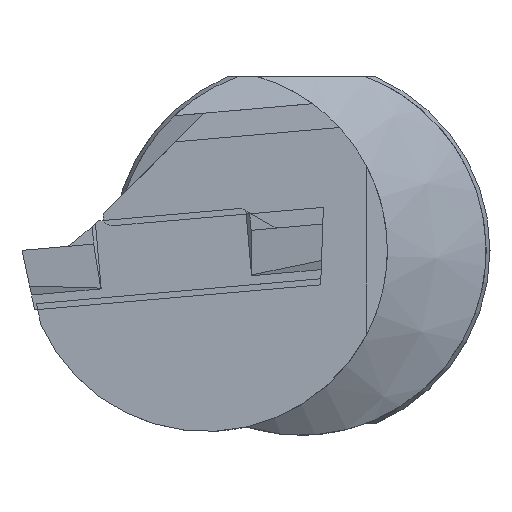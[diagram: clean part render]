
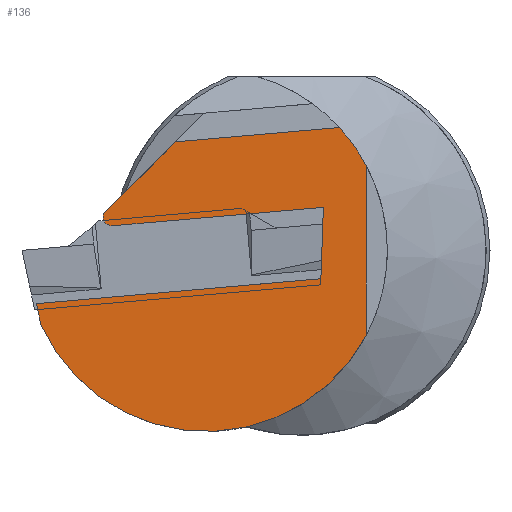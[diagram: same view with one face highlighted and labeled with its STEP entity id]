
A CAD part, left-side view. The second image highlights one B-rep face of the part: STEP entity #136.
In plain terms, the highlighted planar face has unit normal (-1, 0, 0).
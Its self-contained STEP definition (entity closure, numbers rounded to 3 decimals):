
#57=CIRCLE('',#1112,12.);
#58=CIRCLE('',#1113,12.);
#59=CIRCLE('',#1114,0.6);
#136=ADVANCED_FACE('',(#236),#189,.T.);
#189=PLANE('',#1115);
#236=FACE_OUTER_BOUND('',#291,.T.);
#291=EDGE_LOOP('',(#482,#483,#484,#485,#486,#487,#488,#489,#490,#491));
#482=ORIENTED_EDGE('',*,*,#798,.T.);
#483=ORIENTED_EDGE('',*,*,#799,.T.);
#484=ORIENTED_EDGE('',*,*,#800,.T.);
#485=ORIENTED_EDGE('',*,*,#801,.F.);
#486=ORIENTED_EDGE('',*,*,#802,.F.);
#487=ORIENTED_EDGE('',*,*,#803,.F.);
#488=ORIENTED_EDGE('',*,*,#804,.F.);
#489=ORIENTED_EDGE('',*,*,#805,.T.);
#490=ORIENTED_EDGE('',*,*,#806,.T.);
#491=ORIENTED_EDGE('',*,*,#807,.T.);
#676=VERTEX_POINT('',#1623);
#677=VERTEX_POINT('',#1624);
#678=VERTEX_POINT('',#1626);
#679=VERTEX_POINT('',#1628);
#680=VERTEX_POINT('',#1630);
#681=VERTEX_POINT('',#1632);
#682=VERTEX_POINT('',#1634);
#683=VERTEX_POINT('',#1636);
#684=VERTEX_POINT('',#1638);
#685=VERTEX_POINT('',#1640);
#798=EDGE_CURVE('',#676,#677,#932,.T.);
#799=EDGE_CURVE('',#677,#678,#933,.T.);
#800=EDGE_CURVE('',#678,#679,#934,.T.);
#801=EDGE_CURVE('',#680,#679,#57,.T.);
#802=EDGE_CURVE('',#681,#680,#935,.T.);
#803=EDGE_CURVE('',#682,#681,#58,.T.);
#804=EDGE_CURVE('',#683,#682,#936,.T.);
#805=EDGE_CURVE('',#683,#684,#937,.T.);
#806=EDGE_CURVE('',#684,#685,#59,.T.);
#807=EDGE_CURVE('',#685,#676,#938,.T.);
#932=LINE('',#1622,#1039);
#933=LINE('',#1625,#1040);
#934=LINE('',#1627,#1041);
#935=LINE('',#1631,#1042);
#936=LINE('',#1635,#1043);
#937=LINE('',#1637,#1044);
#938=LINE('',#1641,#1045);
#1039=VECTOR('',#1316,1.);
#1040=VECTOR('',#1317,1.);
#1041=VECTOR('',#1318,1.);
#1042=VECTOR('',#1321,1.);
#1043=VECTOR('',#1324,1.);
#1044=VECTOR('',#1325,1.);
#1045=VECTOR('',#1328,1.);
#1112=AXIS2_PLACEMENT_3D('',#1629,#1319,#1320);
#1113=AXIS2_PLACEMENT_3D('',#1633,#1322,#1323);
#1114=AXIS2_PLACEMENT_3D('',#1639,#1326,#1327);
#1115=AXIS2_PLACEMENT_3D('',#1642,#1329,#1330);
#1316=DIRECTION('',(0.,0.035,-0.999));
#1317=DIRECTION('',(0.,0.996,-0.087));
#1318=DIRECTION('',(0.,-0.208,-0.978));
#1319=DIRECTION('',(1.,0.,0.));
#1320=DIRECTION('',(0.,0.,1.));
#1321=DIRECTION('',(0.,0.,-1.));
#1322=DIRECTION('',(1.,0.,0.));
#1323=DIRECTION('',(0.,0.,1.));
#1324=DIRECTION('',(0.,-0.996,0.087));
#1325=DIRECTION('',(0.,0.707,-0.707));
#1326=DIRECTION('',(-1.,0.,0.));
#1327=DIRECTION('',(0.,0.,1.));
#1328=DIRECTION('',(0.,-0.996,0.087));
#1329=DIRECTION('',(-1.,0.,0.));
#1330=DIRECTION('',(0.,0.,1.));
#1622=CARTESIAN_POINT('',(0.3,-1.361,-0.048));
#1623=CARTESIAN_POINT('',(0.3,-1.463,2.851));
#1624=CARTESIAN_POINT('',(0.3,-1.297,-1.882));
#1625=CARTESIAN_POINT('',(0.3,-0.173,-1.98));
#1626=CARTESIAN_POINT('',(0.3,17.547,-3.53));
#1627=CARTESIAN_POINT('',(0.3,17.506,-3.721));
#1628=CARTESIAN_POINT('',(0.3,17.257,-4.893));
#1629=CARTESIAN_POINT('',(0.3,6.3,0.));
#1630=CARTESIAN_POINT('',(0.3,-4.3,-5.625));
#1631=CARTESIAN_POINT('',(0.3,-4.3,0.));
#1632=CARTESIAN_POINT('',(0.3,-4.3,5.625));
#1633=CARTESIAN_POINT('',(0.3,6.3,0.));
#1634=CARTESIAN_POINT('',(0.3,-2.519,8.138));
#1635=CARTESIAN_POINT('',(0.3,0.687,7.857));
#1636=CARTESIAN_POINT('',(0.3,8.348,7.187));
#1637=CARTESIAN_POINT('',(0.3,7.767,7.767));
#1638=CARTESIAN_POINT('',(0.3,13.086,2.448));
#1639=CARTESIAN_POINT('',(0.3,12.528,2.229));
#1640=CARTESIAN_POINT('',(0.3,12.475,1.631));
#1641=CARTESIAN_POINT('',(0.3,0.236,2.702));
#1642=CARTESIAN_POINT('',(0.3,0.,0.));
